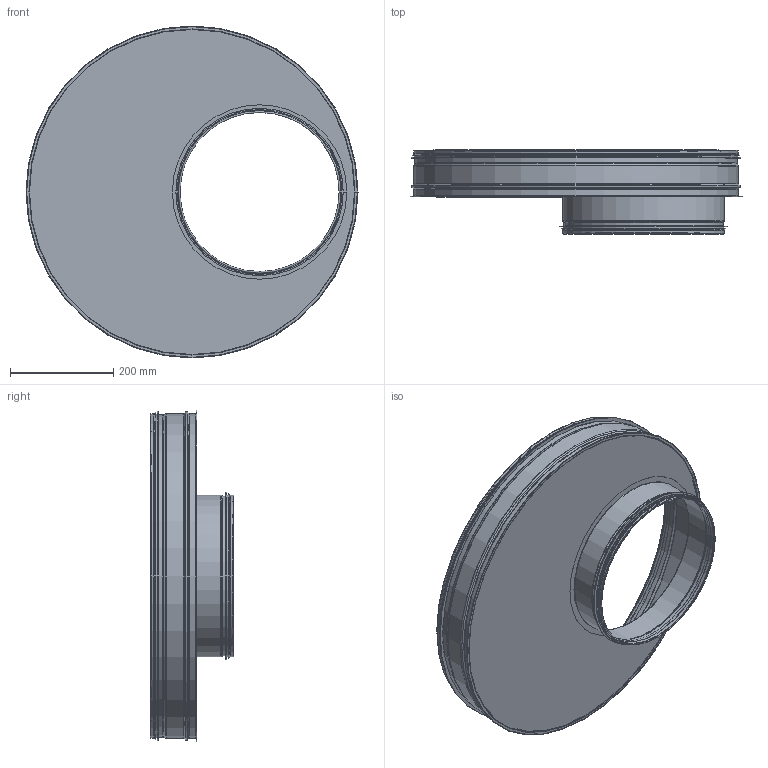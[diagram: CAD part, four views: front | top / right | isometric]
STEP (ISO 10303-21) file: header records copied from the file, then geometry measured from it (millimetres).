
FILE_DESCRIPTION((''),'2;1');
FILE_NAME('HFE_630-315.stp','2014-02-19T14:31:55',(''),(''),'Autodesk Inventor 2013','Autodesk Inventor 2013','');
FILE_SCHEMA(('AUTOMOTIVE_DESIGN { 1 2 10303 214 0 1 1 1 }'));
Length unit declared in the file: millimetre
Products named in the file (8): HFE_630-315; StosDragenKant-315-1; StosDragenKantRörämne-315-1; 999008; RondellMedHål_630-315; HSGMedFals-630; HSGMedFalsRörämne-630; 999011
Assembly tree (7 placements, depth 3):
  HFE_630-315
    StosDragenKant-315-1
      StosDragenKantRörämne-315-1
      999008
    RondellMedHål_630-315
    HSGMedFals-630
      HSGMedFalsRörämne-630
      999011
Bounding box: 643.2 x 162.5 x 643.2 mm (x, y, z)
Volume: 381208.1 mm3; surface area: 1277753.4 mm2
Topology: 5 solids, 5 shells, 166 faces, 320 edges, 170 vertices
Faces by surface type: plane 80, torus 40, cylinder 30, cone 16
Full cylindrical faces by diameter (mm): 308.05 x1, 309.05 x1, 310.25 x1, 312.85 x5, 313.85 x2, 314.85 x1, 319.25 x1, 324.25 x1, 337.85 x1, 622.9 x1, 623.9 x1, 625.1 x1, 627.7 x6, 628.7 x3, 631.7 x1, 634.1 x1, 639.1 x1, 640.7 x1
Entity records: 4383 total; most frequent: DIRECTION 814, CARTESIAN_POINT 641, ORIENTED_EDGE 580, AXIS2_PLACEMENT_3D 343, EDGE_CURVE 290, EDGE_LOOP 208, STYLED_ITEM 171, VERTEX_POINT 170
